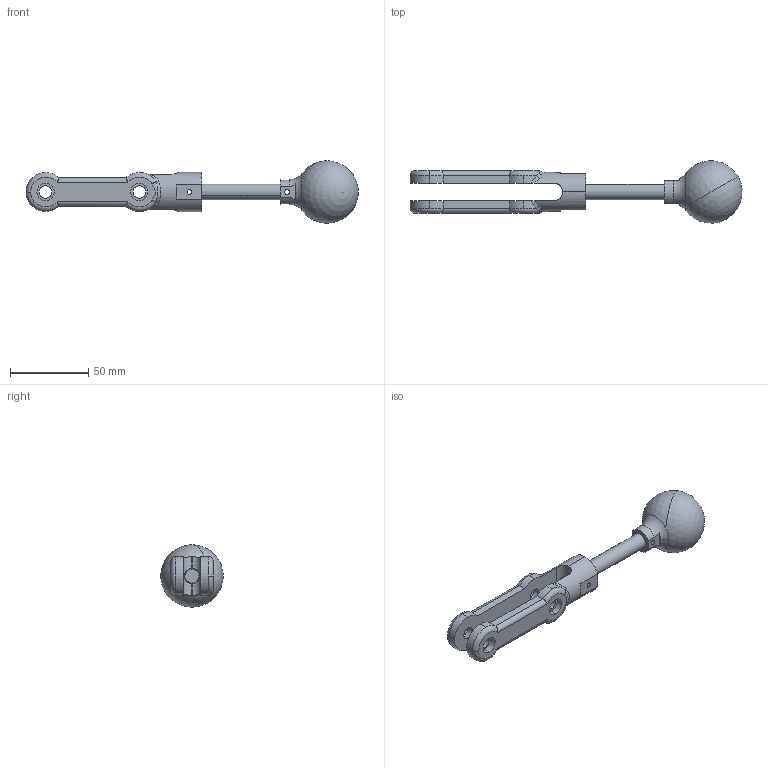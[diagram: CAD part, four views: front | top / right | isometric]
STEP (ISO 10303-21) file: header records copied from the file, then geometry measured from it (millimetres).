
FILE_DESCRIPTION (( 'STEP AP214' ), '1' );
FILE_NAME ('Foot.STEP', '2025-12-09T20:37:24', ( '' ), ( '' ), 'SwSTEP 2.0', 'SolidWorks 2025', '' );
FILE_SCHEMA (( 'AUTOMOTIVE_DESIGN' ));
Length unit declared in the file: millimetre
Products named in the file (1): Foot
Bounding box: 212.33 x 39.86 x 39.99 mm (x, y, z)
Volume: 67719.7 mm3; surface area: 22617.9 mm2
Topology: 3 solids, 3 shells, 107 faces, 281 edges, 180 vertices
Faces by surface type: cylinder 54, plane 27, torus 12, bspline 12, sphere 2
Entity records: 4387 total; most frequent: CARTESIAN_POINT 1729, ORIENTED_EDGE 552, DIRECTION 552, EDGE_CURVE 276, AXIS2_PLACEMENT_3D 232, VERTEX_POINT 177, CIRCLE 136, EDGE_LOOP 129
